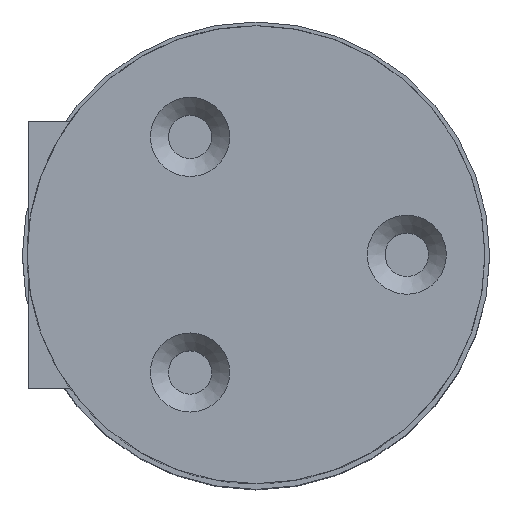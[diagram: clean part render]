
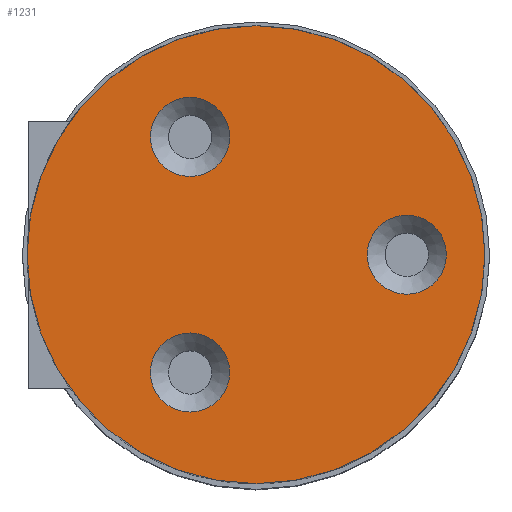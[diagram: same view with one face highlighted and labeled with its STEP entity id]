
A CAD part, top view. The second image highlights one B-rep face of the part: STEP entity #1231.
In plain terms, the highlighted planar face has unit normal (0, 0, 1).
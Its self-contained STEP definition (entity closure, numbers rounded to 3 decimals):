
#116=CARTESIAN_POINT('',(12.15,0.,48.6));
#117=VERTEX_POINT('',#116);
#124=CARTESIAN_POINT('',(0.,0.,48.6));
#125=DIRECTION('',(1.,0.,0.));
#126=DIRECTION('',(0.,0.,-1.));
#127=AXIS2_PLACEMENT_3D('',#124,#126,#125);
#128=CIRCLE('',#127,12.15);
#129=EDGE_CURVE('',#117,#117,#128,.T.);
#1190=CARTESIAN_POINT('',(-3.256,0.,48.6));
#1191=DIRECTION('',(1.,0.,0.));
#1192=DIRECTION('',(0.,0.,1.));
#1193=AXIS2_PLACEMENT_3D('',#1190,#1192,#1191);
#1194=PLANE('',#1193);
#1195=ORIENTED_EDGE('',*,*,#129,.F.);
#1196=EDGE_LOOP('',(#1195));
#1197=FACE_OUTER_BOUND('',#1196,.T.);
#1198=CARTESIAN_POINT('',(10.1,0.,48.6));
#1199=VERTEX_POINT('',#1198);
#1200=CARTESIAN_POINT('',(8.,0.,48.6));
#1201=DIRECTION('',(1.,0.,0.));
#1202=DIRECTION('',(0.,0.,-1.));
#1203=AXIS2_PLACEMENT_3D('',#1200,#1202,#1201);
#1204=CIRCLE('',#1203,2.1);
#1205=EDGE_CURVE('',#1199,#1199,#1204,.T.);
#1206=ORIENTED_EDGE('',*,*,#1205,.T.);
#1207=EDGE_LOOP('',(#1206));
#1208=FACE_BOUND('',#1207,.T.);
#1209=CARTESIAN_POINT('',(-1.4,6.25,48.6));
#1210=VERTEX_POINT('',#1209);
#1211=CARTESIAN_POINT('',(-3.5,6.25,48.6));
#1212=DIRECTION('',(1.,0.,0.));
#1213=DIRECTION('',(0.,0.,-1.));
#1214=AXIS2_PLACEMENT_3D('',#1211,#1213,#1212);
#1215=CIRCLE('',#1214,2.1);
#1216=EDGE_CURVE('',#1210,#1210,#1215,.T.);
#1217=ORIENTED_EDGE('',*,*,#1216,.T.);
#1218=EDGE_LOOP('',(#1217));
#1219=FACE_BOUND('',#1218,.T.);
#1220=CARTESIAN_POINT('',(-1.4,-6.25,48.6));
#1221=VERTEX_POINT('',#1220);
#1222=CARTESIAN_POINT('',(-3.5,-6.25,48.6));
#1223=DIRECTION('',(1.,0.,0.));
#1224=DIRECTION('',(0.,0.,-1.));
#1225=AXIS2_PLACEMENT_3D('',#1222,#1224,#1223);
#1226=CIRCLE('',#1225,2.1);
#1227=EDGE_CURVE('',#1221,#1221,#1226,.T.);
#1228=ORIENTED_EDGE('',*,*,#1227,.T.);
#1229=EDGE_LOOP('',(#1228));
#1230=FACE_BOUND('',#1229,.T.);
#1231=ADVANCED_FACE('',(#1197,#1208,#1219,#1230),#1194,.T.);
